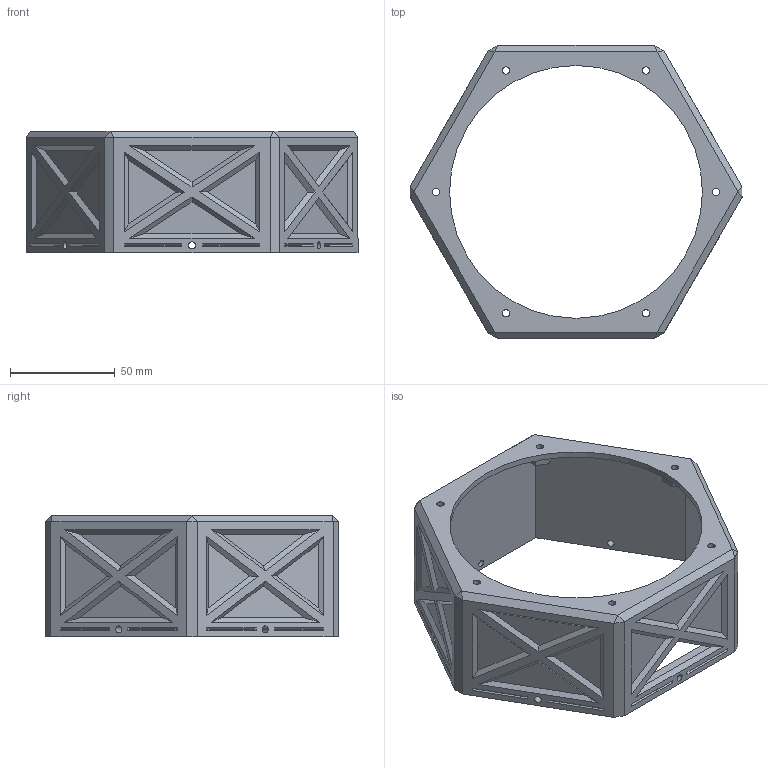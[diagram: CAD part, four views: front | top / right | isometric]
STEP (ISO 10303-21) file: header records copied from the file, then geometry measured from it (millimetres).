
FILE_DESCRIPTION(/* description */ (''),/* implementation_level */ '2;1');
FILE_NAME(/* name */ 'Base.step',/* time_stamp */ '2023-06-09T17:17:29-05:00',/* author */ (''),/* organization */ (''),/* preprocessor_version */ 'ST-DEVELOPER v19.2',/* originating_system */ 'Autodesk Translation Framework v12.6.0.85',/* authorisation */ '');
FILE_SCHEMA (('AUTOMOTIVE_DESIGN { 1 0 10303 214 3 1 1 }'));
Length unit declared in the file: millimetre
Products named in the file (2): Arm2 (v11~recovered); Base
Assembly tree (1 placements, depth 2):
  Arm2 (v11~recovered)
    Base
Bounding box: 158.66 x 140 x 58 mm (x, y, z)
Volume: 145064.4 mm3; surface area: 66269.7 mm2
Topology: 1 solids, 1 shells, 216 faces, 513 edges, 335 vertices
Faces by surface type: plane 203, cylinder 13
Full cylindrical faces by diameter (mm): 3.4 x6, 3.5 x6, 120.8 x1
Entity records: 6211 total; most frequent: CARTESIAN_POINT 1067, ORIENTED_EDGE 1026, DIRECTION 977, EDGE_CURVE 513, LINE 487, VECTOR 487, VERTEX_POINT 335, EDGE_LOOP 280
